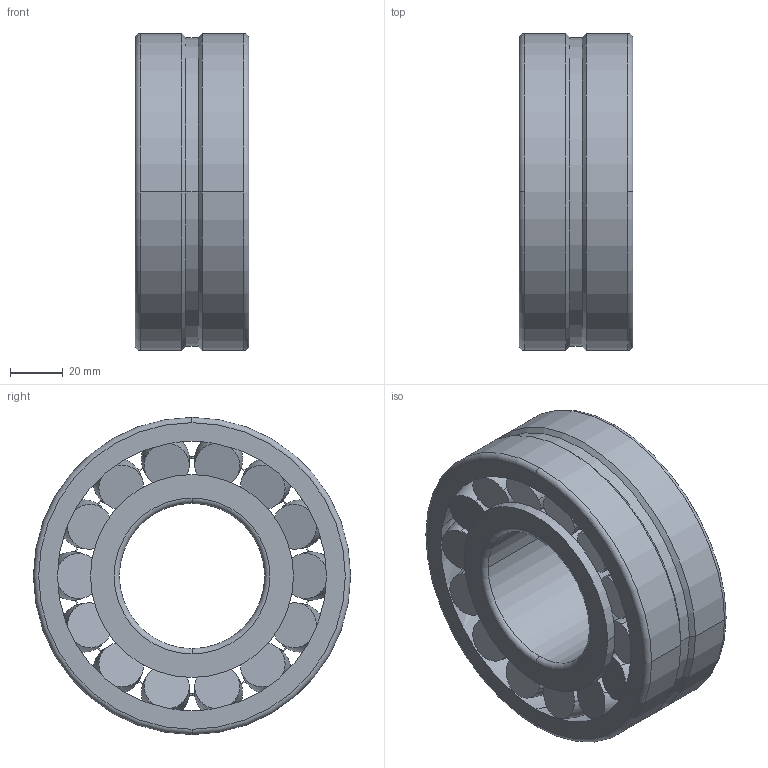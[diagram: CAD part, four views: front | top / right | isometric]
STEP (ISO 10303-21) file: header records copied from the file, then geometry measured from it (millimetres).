
FILE_DESCRIPTION(('STEP AP242'),'1');
FILE_NAME('snr_22311emw33c3_2.stp','2024-11-11T01:00:23',('TraceParts'),('TraceParts S.A.'),'Spatial InterOp 3D',' ',' ');
FILE_SCHEMA(('AP242_MANAGED_MODEL_BASED_3D_ENGINEERING_MIM_LF {1 0 10303 442 1 1 4}'));
Length unit declared in the file: millimetre
Products named in the file (1): snr_22311emw33c3_2_1
Bounding box: 43 x 120 x 120 mm (x, y, z)
Volume: 283719.8 mm3; surface area: 98980.8 mm2
Topology: 4 solids, 4 shells, 218 faces, 578 edges, 415 vertices
Faces by surface type: torus 132, plane 60, cylinder 16, cone 8, sphere 2
Entity records: 10366 total; most frequent: CARTESIAN_POINT 4778, DIRECTION 1227, ORIENTED_EDGE 1148, AXIS2_PLACEMENT_3D 602, EDGE_CURVE 574, VERTEX_POINT 415, CIRCLE 380, EDGE_LOOP 279
